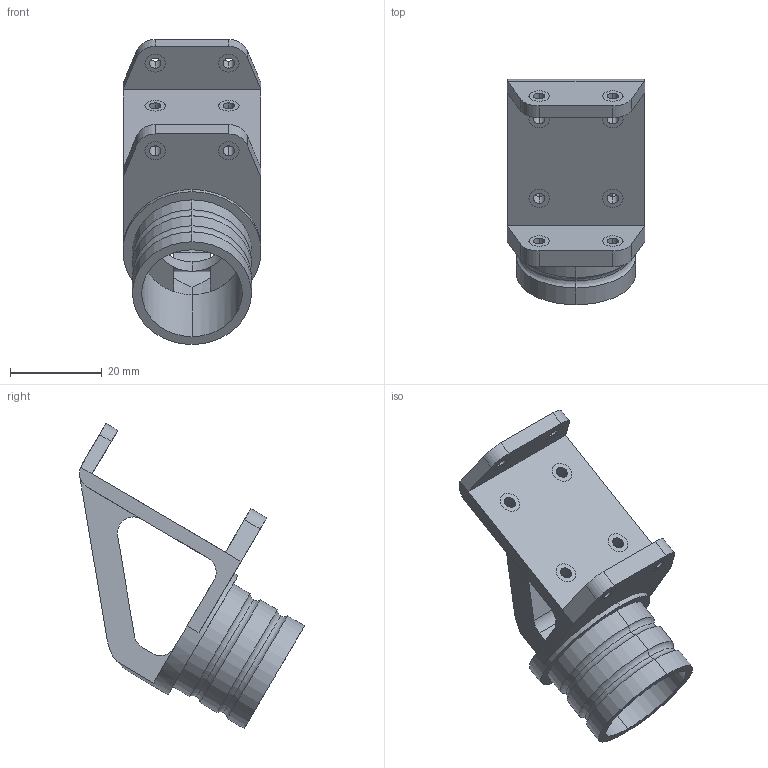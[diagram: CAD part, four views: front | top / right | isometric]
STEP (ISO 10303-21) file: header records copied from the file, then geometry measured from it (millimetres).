
FILE_DESCRIPTION (( 'STEP AP203' ), '1' );
FILE_NAME ('J3_Mount.STEP', '2024-01-07T18:53:30', ( '' ), ( '' ), 'SwSTEP 2.0', 'SolidWorks 2022', '' );
FILE_SCHEMA (( 'CONFIG_CONTROL_DESIGN' ));
Length unit declared in the file: millimetre
Products named in the file (1): J3_Mount
Bounding box: 30 x 48.95 x 66.32 mm (x, y, z)
Volume: 12483.6 mm3; surface area: 9602 mm2
Topology: 1 solids, 1 shells, 87 faces, 223 edges, 153 vertices
Faces by surface type: cylinder 40, plane 39, torus 8
Entity records: 2862 total; most frequent: DIRECTION 523, CARTESIAN_POINT 490, ORIENTED_EDGE 446, EDGE_CURVE 223, AXIS2_PLACEMENT_3D 216, VERTEX_POINT 153, CIRCLE 128, EDGE_LOOP 122
